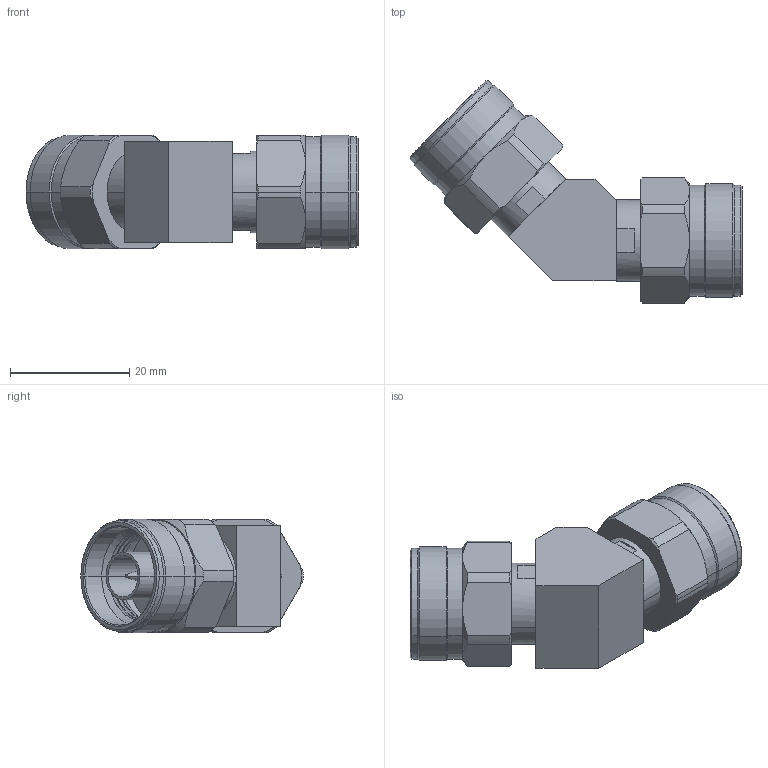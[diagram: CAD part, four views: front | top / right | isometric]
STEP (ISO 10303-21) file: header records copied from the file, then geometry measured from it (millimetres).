
FILE_DESCRIPTION (( 'STEP AP203' ), '1' );
FILE_NAME ('FMAD1596_3D.STEP', '2022-11-29T21:57:37', ( '' ), ( '' ), 'SwSTEP 2.0', 'SolidWorks 2022', '' );
FILE_SCHEMA (( 'CONFIG_CONTROL_DESIGN' ));
Length unit declared in the file: inch
Products named in the file (5): FMAD1596_3D; ALS-N3N8-18-2-BODY.stp; ad45s-n3n3-18_asm.stp; AD45S-N3N8-3.stp
Assembly tree (4 placements, depth 3):
  FMAD1596_3D
    ad45s-n3n3-18_asm.stp
      AD45S-N3N8-3.stp
      ALS-N3N8-18-2-BODY.stp
      ALS-N3N8-18-2-BODY.stp
Bounding box: 55.64 x 37.26 x 19.1 mm (x, y, z)
Volume: 10626.7 mm3; surface area: 8168.2 mm2
Topology: 3 solids, 3 shells, 238 faces, 536 edges, 324 vertices
Faces by surface type: cylinder 94, cone 92, plane 52
Entity records: 7381 total; most frequent: CARTESIAN_POINT 1418, DIRECTION 1248, ORIENTED_EDGE 1072, EDGE_CURVE 536, AXIS2_PLACEMENT_3D 514, VERTEX_POINT 324, CIRCLE 268, EDGE_LOOP 258
